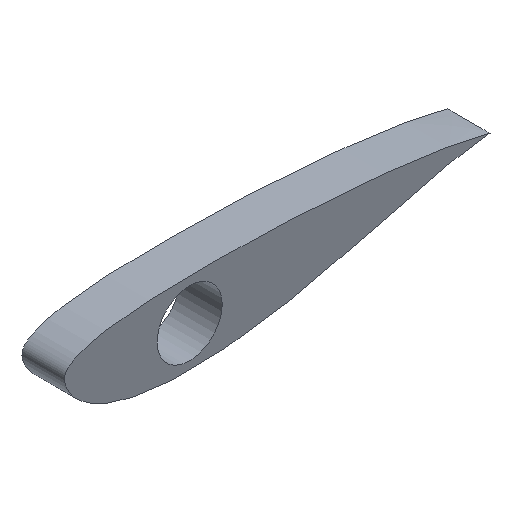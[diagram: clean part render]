
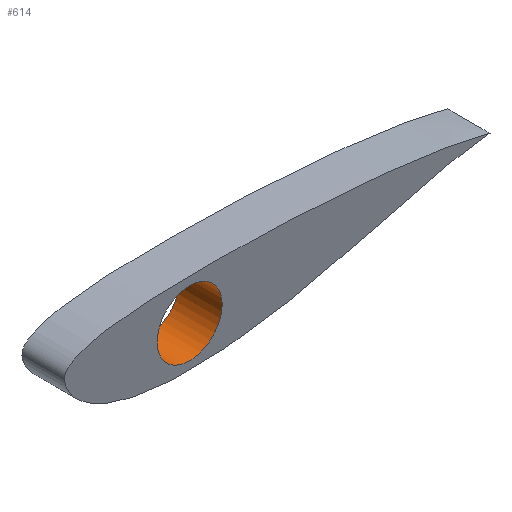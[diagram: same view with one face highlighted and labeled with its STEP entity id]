
A CAD part, isometric view. The second image highlights one B-rep face of the part: STEP entity #614.
In plain terms, the highlighted cylindrical face has radius 7.65 mm (diameter 15.3 mm), a full revolution.
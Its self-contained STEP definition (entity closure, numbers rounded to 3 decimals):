
#24=CYLINDRICAL_SURFACE('',#673,7.65);
#59=LINE('',#1458,#90);
#90=VECTOR('',#795,7.65);
#127=FACE_OUTER_BOUND('',#161,.T.);
#161=EDGE_LOOP('',(#551,#552,#553,#554));
#188=CIRCLE('',#674,7.65);
#189=CIRCLE('',#675,7.65);
#286=VERTEX_POINT('',#1455);
#287=VERTEX_POINT('',#1457);
#377=EDGE_CURVE('',#286,#286,#188,.T.);
#378=EDGE_CURVE('',#286,#287,#59,.T.);
#379=EDGE_CURVE('',#287,#287,#189,.T.);
#551=ORIENTED_EDGE('',*,*,#377,.F.);
#552=ORIENTED_EDGE('',*,*,#378,.T.);
#553=ORIENTED_EDGE('',*,*,#379,.F.);
#554=ORIENTED_EDGE('',*,*,#378,.F.);
#614=ADVANCED_FACE('',(#127),#24,.F.);
#673=AXIS2_PLACEMENT_3D('',#1454,#791,#792);
#674=AXIS2_PLACEMENT_3D('',#1456,#793,#794);
#675=AXIS2_PLACEMENT_3D('',#1459,#796,#797);
#791=DIRECTION('center_axis',(0.,1.,0.));
#792=DIRECTION('ref_axis',(1.,0.,0.));
#793=DIRECTION('center_axis',(0.,-1.,0.));
#794=DIRECTION('ref_axis',(1.,0.,0.));
#795=DIRECTION('',(0.,-1.,0.));
#796=DIRECTION('center_axis',(0.,1.,0.));
#797=DIRECTION('ref_axis',(1.,0.,0.));
#1454=CARTESIAN_POINT('Origin',(29.412,0.,-3.36));
#1455=CARTESIAN_POINT('',(21.762,10.,-3.36));
#1456=CARTESIAN_POINT('Origin',(29.412,10.,-3.36));
#1457=CARTESIAN_POINT('',(21.762,0.,-3.36));
#1458=CARTESIAN_POINT('',(21.762,0.,-3.36));
#1459=CARTESIAN_POINT('Origin',(29.412,0.,-3.36));
